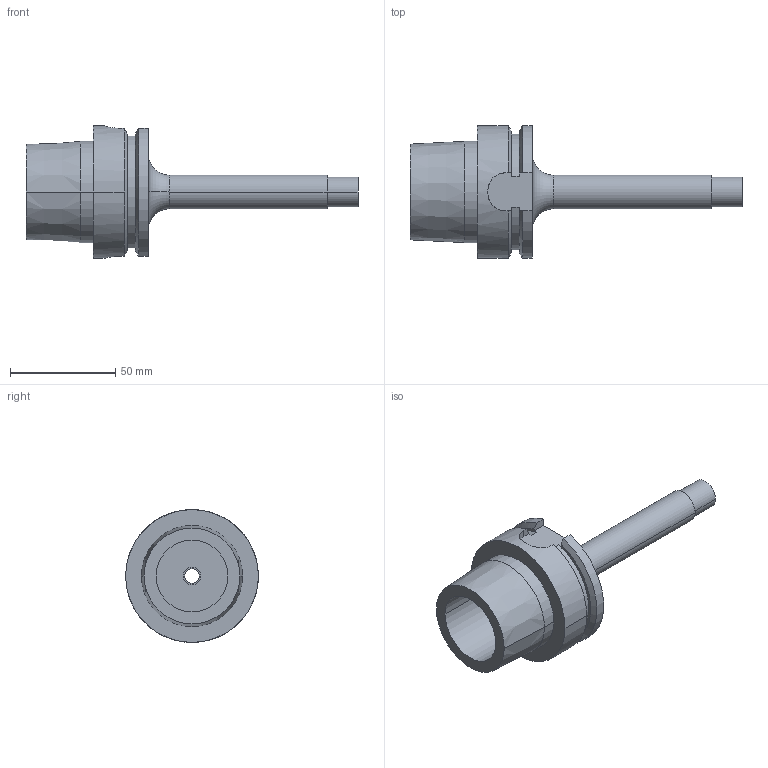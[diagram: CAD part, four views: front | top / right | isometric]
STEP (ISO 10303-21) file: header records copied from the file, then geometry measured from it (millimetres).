
FILE_DESCRIPTION((''),'2;1');
FILE_NAME('84719707','2020-01-29T10:23:02',('Thiemer'),(''),'CREO PARAMETRIC BY PTC INC, 2018400','CREO PARAMETRIC BY PTC INC, 2018400','');
FILE_SCHEMA(('AUTOMOTIVE_DESIGN { 1 0 10303 214 1 1 1 1 }'));
Length unit declared in the file: millimetre
Products named in the file (1): 84719707
Bounding box: 157.5 x 63 x 63 mm (x, y, z)
Volume: 116414.3 mm3; surface area: 27870.8 mm2
Topology: 1 solids, 1 shells, 64 faces, 162 edges, 106 vertices
Faces by surface type: plane 27, cylinder 25, cone 10, torus 2
Entity records: 2999 total; most frequent: CARTESIAN_POINT 456, DIRECTION 379, ORIENTED_EDGE 324, PRESENTATION_STYLE_ASSIGNMENT 185, STYLED_ITEM 185, CURVE_STYLE 184, EDGE_CURVE 162, AXIS2_PLACEMENT_3D 146
